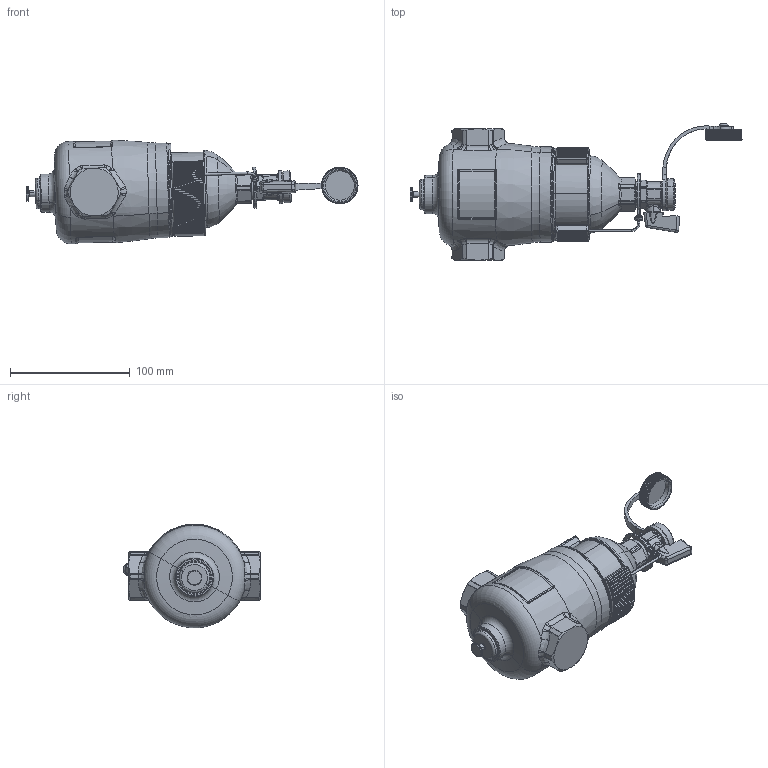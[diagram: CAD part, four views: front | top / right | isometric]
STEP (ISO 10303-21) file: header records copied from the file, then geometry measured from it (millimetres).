
FILE_DESCRIPTION(('CATIA V5 STEP Exchange','CAx-IF Rec.Pracs.--- Model Styling and Organization---1.5--- 2016-08-15','CAx-IF Rec.Pracs.---Supplemental Geometry---1.0---2011-11-01','CAx-IF Rec.Pracs.--- Composite Materials ---3.4---2017-06-13','CAx-IF Rec.Pracs.---Tessellated 3D Geometry---1.0---2015-12-17'),'2;1');
FILE_NAME('STEP_546306AM_-_TST.stp','2024-03-26T18:53:41+00:00',('none'),('none'),'CATIA Version 5-6 Release 2020 SP5','CATIA V5 STEP AP242 v2','none');
FILE_SCHEMA(('AP242_MANAGED_MODEL_BASED_3D_ENGINEERING_MIM_LF {1 0 10303 442 1 1 4}'));
Products named in the file (1): 546306AM - TST
Bounding box: 277.8 x 114.22 x 86.74 mm (x, y, z)
Volume: 788881 mm3; surface area: 64675.7 mm2
Topology: 1 solids, 3 shells, 1578 faces, 4166 edges, 2587 vertices
Faces by surface type: cylinder 841, torus 263, plane 247, bspline 146, cone 54, sphere 18, revolution 9
Entity records: 58825 total; most frequent: CARTESIAN_POINT 25308, ORIENTED_EDGE 8296, EDGE_CURVE 4148, DIRECTION 4001, VERTEX_POINT 2587, AXIS2_PLACEMENT_3D 2302, EDGE_LOOP 1595, B_SPLINE_CURVE_WITH_KNOTS 1595
